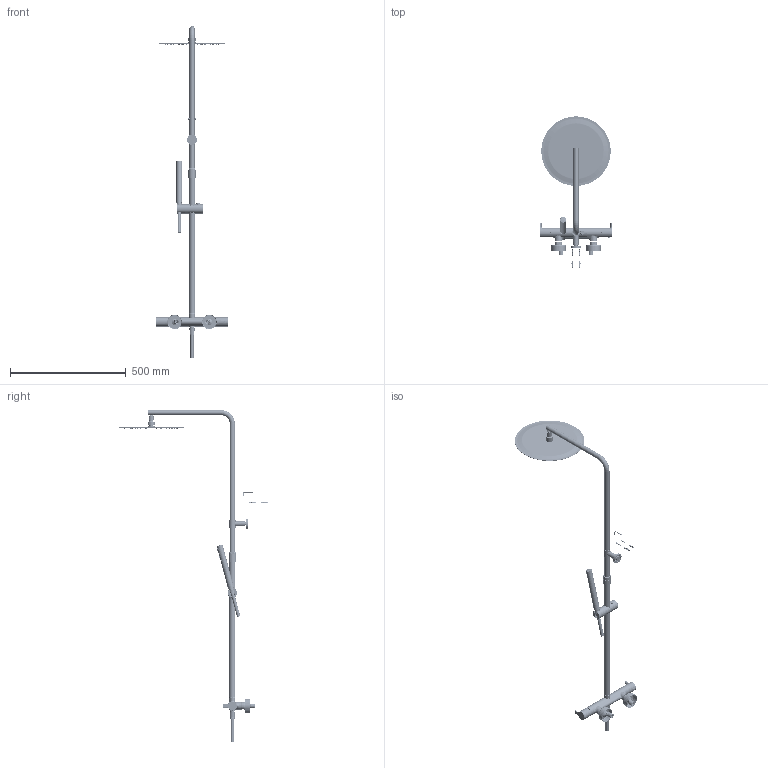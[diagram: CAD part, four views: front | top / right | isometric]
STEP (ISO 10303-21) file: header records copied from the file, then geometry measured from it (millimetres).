
FILE_DESCRIPTION((''),'2;1');
FILE_NAME('H2C8403A21_PIENO_ASM','2021-03-30T',('AdrianoZ'),(''),'PRO/ENGINEER BY PARAMETRIC TECHNOLOGY CORPORATION, 2004150','PRO/ENGINEER BY PARAMETRIC TECHNOLOGY CORPORATION, 2004150','');
FILE_SCHEMA(('CONFIG_CONTROL_DESIGN'));
Length unit declared in the file: millimetre
Products named in the file (84): P33008_PIENO; 45311; P52212; P52474; 9B163_ASM; CA_17; LI_03FV_RR5; 22_04_AR_PIENO; KD_11_FA_001; KD_11_FA_003_AF0; KD_11_FA_002; KD_11_FA_004_AF0; KD_11_FA_005; KD_11_FA_006; KD_11_FA_009; KD_11_FA_007; KD_11_FA_008; KD_11_FA_010; KD_11_FA_012; KD_11_FA_013; KD_11_FA_014; KD_11_FA_015; KD_11_FA_016; KD_11_FA_017; KD_11_ASM; P33442_00; CM_112; PU_05; PE_15; MO_14; IN_05; 021_SC01L3_ASM; CM_113; 029_SC01L3_ASM; RO_74; EC_02; 05_RE_26_ASM; 46034; 9B162_ASM; 46041 ...
Assembly tree (99 placements, depth 6):
  H2C8403A21_PIENO_ASM
    P33008_PIENO
    9B163_ASM
      45311
      P52212
      P52474
    CA_17  x2
    LI_03FV_RR5
    22_04_AR_PIENO
    KD_11_ASM
      KD_11_FA_001
      KD_11_FA_003_AF0
      KD_11_FA_002
      KD_11_FA_004_AF0
      KD_11_FA_005  x2
      KD_11_FA_006
      KD_11_FA_009
      KD_11_FA_007
      KD_11_FA_008
      KD_11_FA_010
      KD_11_FA_012
      KD_11_FA_013
      KD_11_FA_014
      KD_11_FA_015  x2
      KD_11_FA_016  x2
      KD_11_FA_017  x2
    P33442_00
    021_SC01L3_ASM
      CM_112
      PU_05
      PE_15
      MO_14
      IN_05
    029_SC01L3_ASM
      CM_113
      IN_05
    05_RE_26_ASM  x2
      RO_74
      EC_02
    9B162_ASM
      46034
      P52474
    99339_ASM
      99335_ASM
        99333_ASM
          46041
          46042
        45482
        ORM_0120-20
        46043
        33014
        ORM_0230-25
        99334
      99338_AF0_ASM
        99336_ASM
          46044
          46045
          PRG0078_ANELLO  x3
          46046
        OR_123  x2
Bounding box: 313.55 x 652 x 1431.6 mm (x, y, z)
Volume: 1176997.3 mm3; surface area: 688021.7 mm2
Topology: 85 solids, 114 shells, 5756 faces, 14266 edges, 8974 vertices
Faces by surface type: plane 2081, cylinder 2061, torus 689, bspline 455, cone 399, sphere 65, extrusion 6
Entity records: 201975 total; most frequent: CARTESIAN_POINT 80480, DIRECTION 25373, ORIENTED_EDGE 24998, EDGE_CURVE 12549, AXIS2_PLACEMENT_3D 10298, VERTEX_POINT 7968, EDGE_LOOP 5636, CIRCLE 5304
